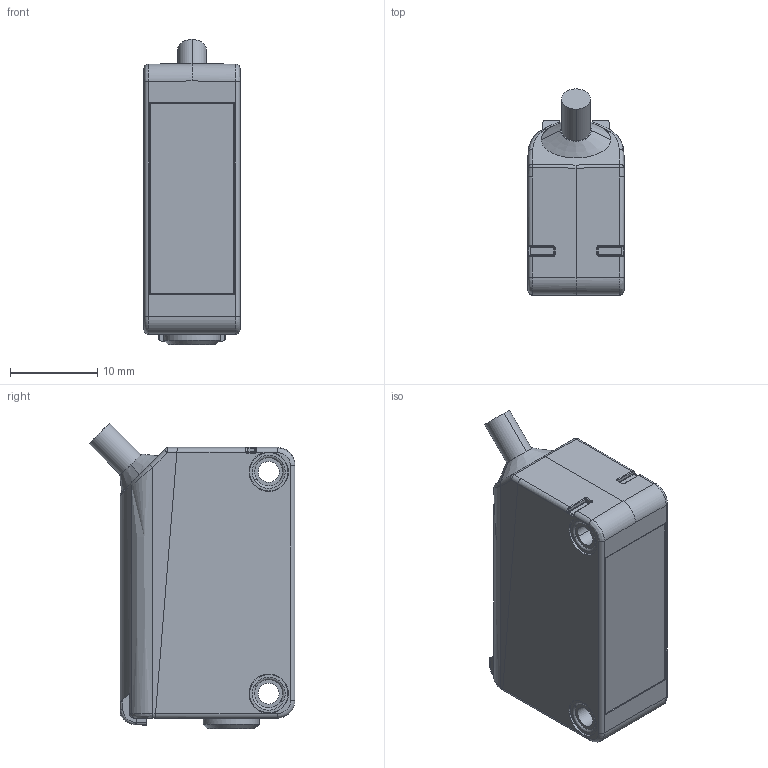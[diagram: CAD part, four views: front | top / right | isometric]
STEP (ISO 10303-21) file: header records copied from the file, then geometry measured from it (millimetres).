
FILE_DESCRIPTION(/* description */ (''),/* implementation_level */ '2;1');
FILE_NAME(/* name */ 'EZ-MR100_stp.stp',/* time_stamp */ '2023-04-07T12:28:19+08:00',/* author */ (''),/* organization */ (''),/* preprocessor_version */ 'ST-DEVELOPER v16.7',/* originating_system */ 'SIEMENS PLM Software NX 12.0',/* authorisation */ '');
FILE_SCHEMA (('AUTOMOTIVE_DESIGN { 1 0 10303 214 3 1 1 1 }'));
Length unit declared in the file: millimetre
Products named in the file (1): EZ-MR100_stp
Bounding box: 11 x 23.57 x 34.95 mm (x, y, z)
Volume: 6399.4 mm3; surface area: 2534.5 mm2
Topology: 2 solids, 2 shells, 262 faces, 623 edges, 381 vertices
Faces by surface type: plane 108, cylinder 91, torus 29, bspline 19, sphere 14, cone 1
Full cylindrical faces by diameter (mm): 6.436 x1
Entity records: 8580 total; most frequent: CARTESIAN_POINT 2492, DIRECTION 1269, ORIENTED_EDGE 1240, EDGE_CURVE 620, AXIS2_PLACEMENT_3D 464, VERTEX_POINT 380, LINE 341, VECTOR 341
